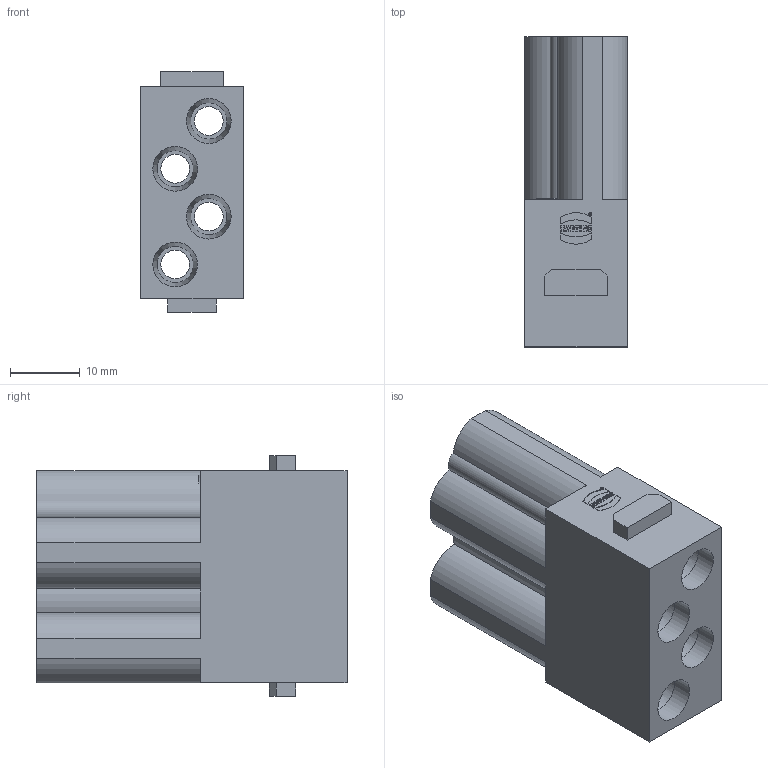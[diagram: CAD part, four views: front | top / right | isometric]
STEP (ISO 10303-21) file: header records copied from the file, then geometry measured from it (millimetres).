
FILE_DESCRIPTION(/* description */ (''),/* implementation_level */ '2;1');
FILE_NAME(/* name */ '100095348ugm000_b.stp',/* time_stamp */ '2017-10-30T15:20:39+01:00',/* author */ (''),/* organization */ (''),/* preprocessor_version */ 'ST-DEVELOPER v16',/* originating_system */ 'SIEMENS PLM Software NX 10.0',/* authorisation */ '');
FILE_SCHEMA (('AUTOMOTIVE_DESIGN { 1 0 10303 214 3 1 1 1 }'));
Length unit declared in the file: millimetre
Products named in the file (1): 100095348ugm000_b
Bounding box: 14.6 x 44.3 x 34.4 mm (x, y, z)
Volume: 9828.7 mm3; surface area: 9760.3 mm2
Topology: 1 solids, 1 shells, 366 faces, 986 edges, 662 vertices
Faces by surface type: plane 314, cylinder 40, cone 8, bspline 4
Full cylindrical faces by diameter (mm): 0.339 x1, 0.444 x1, 4.1 x4, 6.3 x4, 6.4 x4
Entity records: 12975 total; most frequent: CARTESIAN_POINT 2036, ORIENTED_EDGE 1926, DIRECTION 1772, EDGE_CURVE 963, LINE 858, VECTOR 858, VERTEX_POINT 656, AXIS2_PLACEMENT_3D 457
